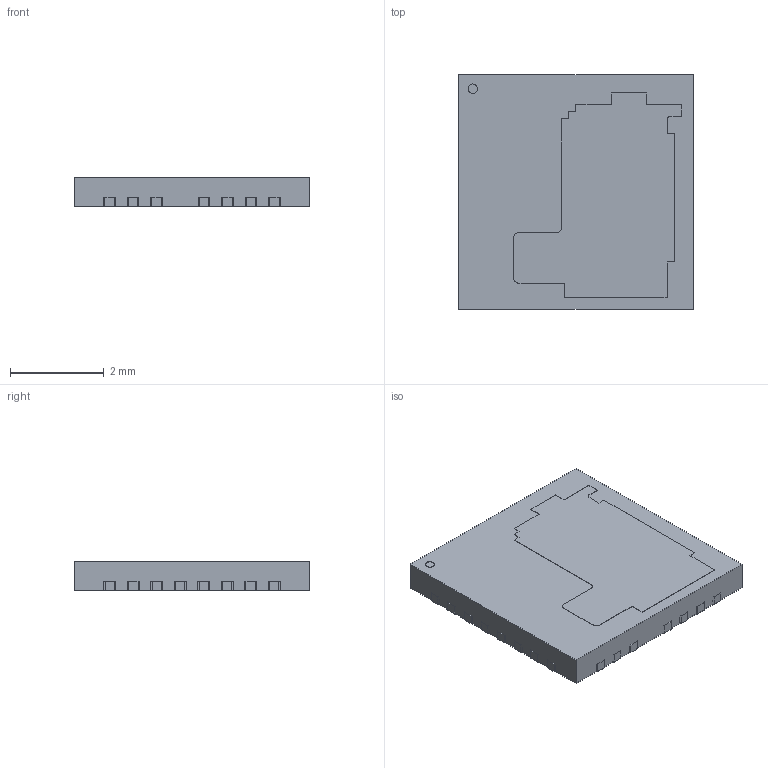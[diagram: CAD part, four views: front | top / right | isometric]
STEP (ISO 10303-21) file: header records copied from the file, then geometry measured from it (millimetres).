
FILE_DESCRIPTION(('FreeCAD Model'),'2;1');
FILE_NAME('Open CASCADE Shape Model','2021-06-11T01:45:36',( 'kicad StepUp'),('ksu MCAD'),'Open CASCADE STEP processor 7.5', 'FreeCAD','Unknown');
FILE_SCHEMA(('AUTOMOTIVE_DESIGN { 1 0 10303 214 1 1 1 1 }'));
Length unit declared in the file: millimetre
Products named in the file (1): Vishay_PowerPAK_MLP55_31L_cp
Bounding box: 5.02 x 5.02 x 0.62 mm (x, y, z)
Surface area: 123.8 mm2
Topology: 6 solids, 6 shells, 398 faces, 1140 edges, 760 vertices
Faces by surface type: plane 299, cylinder 99
Full cylindrical faces by diameter (mm): 0.2 x2
Entity records: 13136 total; most frequent: CARTESIAN_POINT 2299, ORIENTED_EDGE 2280, DIRECTION 2190, EDGE_CURVE 1140, LINE 888, VECTOR 888, VERTEX_POINT 760, AXIS2_PLACEMENT_3D 651
